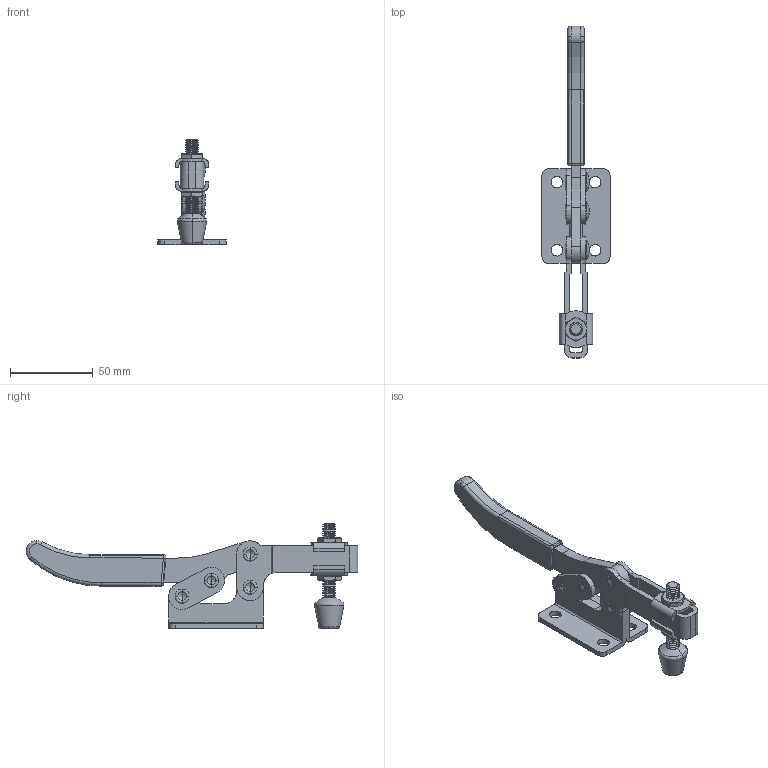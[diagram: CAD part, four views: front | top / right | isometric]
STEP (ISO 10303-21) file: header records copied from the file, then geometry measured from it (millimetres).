
FILE_DESCRIPTION((''),' ');
FILE_NAME('GH-203F.stp',' ',('stephen'),('BIB design'),' ','ACIS 14.0',' ');
FILE_SCHEMA(('automotive_design'));
Length unit declared in the file: inch
Products named in the file (16): Part_19143; Part_19518; Part_29890; Part_29891; Part_32477; Part_33095; Part_95425; Part_95756; Part_96087; Part_101321; Part_101322; Part_101324; Part_94922; Part_103789; Part_103907; Part_106331
Bounding box: 41 x 200 x 63.58 mm (x, y, z)
Volume: 53815.7 mm3; surface area: 39946.5 mm2
Topology: 16 solids, 16 shells, 696 faces, 2125 edges, 1462 vertices
Faces by surface type: revolution 296, bspline 162, plane 129, cylinder 93, cone 8, torus 8
Entity records: 71767 total; most frequent: CARTESIAN_POINT 29494, PRESENTATION_STYLE_ASSIGNMENT 4761, COLOUR_RGB 4761, STYLED_ITEM 4291, ORIENTED_EDGE 4234, DIRECTION 3032, CURVE_STYLE 2587, EDGE_CURVE 2117
